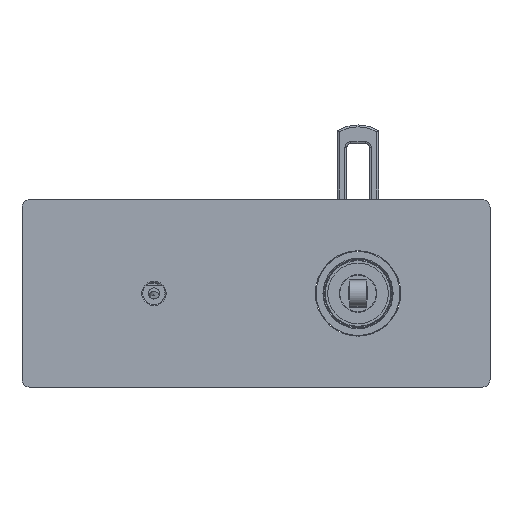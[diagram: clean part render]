
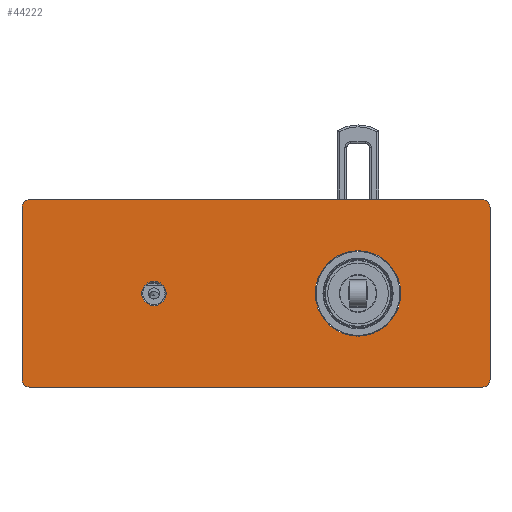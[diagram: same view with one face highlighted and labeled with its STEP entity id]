
A CAD part, front view. The second image highlights one B-rep face of the part: STEP entity #44222.
In plain terms, the highlighted planar face has unit normal (0, -1, 0).
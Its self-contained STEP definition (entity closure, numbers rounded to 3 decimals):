
#41411=CARTESIAN_POINT('',(-66.5,48.,-46.));
#41412=DIRECTION('',(0.,-1.,0.));
#41413=DIRECTION('',(-1.,0.,0.));
#41414=AXIS2_PLACEMENT_3D('',#41411,#41412,#41413);
#41416=DIRECTION('',(0.,0.,1.));
#41417=VECTOR('',#41416,92.);
#41418=CARTESIAN_POINT('',(-70.5,48.,-46.));
#41419=LINE('',#41418,#41417);
#41420=CARTESIAN_POINT('',(-66.5,48.,46.));
#41421=DIRECTION('',(0.,-1.,0.));
#41422=DIRECTION('',(0.,0.,1.));
#41423=AXIS2_PLACEMENT_3D('',#41420,#41421,#41422);
#41425=DIRECTION('',(1.,0.,0.));
#41426=VECTOR('',#41425,242.);
#41427=CARTESIAN_POINT('',(-66.5,48.,50.));
#41428=LINE('',#41427,#41426);
#41429=CARTESIAN_POINT('',(175.5,48.,46.));
#41430=DIRECTION('',(0.,-1.,0.));
#41431=DIRECTION('',(1.,0.,0.));
#41432=AXIS2_PLACEMENT_3D('',#41429,#41430,#41431);
#41434=DIRECTION('',(0.,0.,-1.));
#41435=VECTOR('',#41434,92.);
#41436=CARTESIAN_POINT('',(179.5,48.,46.));
#41437=LINE('',#41436,#41435);
#41438=CARTESIAN_POINT('',(175.5,48.,-46.));
#41439=DIRECTION('',(0.,-1.,0.));
#41440=DIRECTION('',(0.,0.,-1.));
#41441=AXIS2_PLACEMENT_3D('',#41438,#41439,#41440);
#41443=DIRECTION('',(-1.,0.,0.));
#41444=VECTOR('',#41443,242.);
#41445=CARTESIAN_POINT('',(175.5,48.,-50.));
#41446=LINE('',#41445,#41444);
#41447=CARTESIAN_POINT('',(0.,48.,0.));
#41448=DIRECTION('',(0.,-1.,0.));
#41449=DIRECTION('',(0.,0.,-1.));
#41450=AXIS2_PLACEMENT_3D('',#41447,#41448,#41449);
#41452=CARTESIAN_POINT('',(0.,48.,0.));
#41453=DIRECTION('',(0.,-1.,0.));
#41454=DIRECTION('',(0.,0.,1.));
#41455=AXIS2_PLACEMENT_3D('',#41452,#41453,#41454);
#41457=CARTESIAN_POINT('',(109.,48.,0.));
#41458=DIRECTION('',(0.,-1.,0.));
#41459=DIRECTION('',(0.,0.,-1.));
#41460=AXIS2_PLACEMENT_3D('',#41457,#41458,#41459);
#41462=CARTESIAN_POINT('',(109.,48.,0.));
#41463=DIRECTION('',(0.,-1.,0.));
#41464=DIRECTION('',(0.,0.,1.));
#41465=AXIS2_PLACEMENT_3D('',#41462,#41463,#41464);
#42951=CARTESIAN_POINT('',(0.,48.,-6.5));
#42952=CARTESIAN_POINT('',(0.,48.,6.5));
#42953=VERTEX_POINT('',#42951);
#42954=VERTEX_POINT('',#42952);
#42955=CARTESIAN_POINT('',(109.,48.,-22.8));
#42956=CARTESIAN_POINT('',(109.,48.,22.8));
#42957=VERTEX_POINT('',#42955);
#42958=VERTEX_POINT('',#42956);
#42963=CARTESIAN_POINT('',(-70.5,48.,-46.));
#42964=CARTESIAN_POINT('',(-66.5,48.,-50.));
#42965=VERTEX_POINT('',#42963);
#42966=VERTEX_POINT('',#42964);
#42971=CARTESIAN_POINT('',(-66.5,48.,50.));
#42972=CARTESIAN_POINT('',(-70.5,48.,46.));
#42973=VERTEX_POINT('',#42971);
#42974=VERTEX_POINT('',#42972);
#42979=CARTESIAN_POINT('',(179.5,48.,46.));
#42980=CARTESIAN_POINT('',(175.5,48.,50.));
#42981=VERTEX_POINT('',#42979);
#42982=VERTEX_POINT('',#42980);
#42987=CARTESIAN_POINT('',(175.5,48.,-50.));
#42988=CARTESIAN_POINT('',(179.5,48.,-46.));
#42989=VERTEX_POINT('',#42987);
#42990=VERTEX_POINT('',#42988);
#44188=CARTESIAN_POINT('',(54.5,48.,0.));
#44189=DIRECTION('',(0.,1.,0.));
#44190=DIRECTION('',(0.,0.,-1.));
#44191=AXIS2_PLACEMENT_3D('',#44188,#44189,#44190);
#44192=PLANE('',#44191);
#44193=ORIENTED_EDGE('',*,*,#44171,.F.);
#44195=ORIENTED_EDGE('',*,*,#44194,.T.);
#44197=ORIENTED_EDGE('',*,*,#44196,.F.);
#44199=ORIENTED_EDGE('',*,*,#44198,.T.);
#44201=ORIENTED_EDGE('',*,*,#44200,.F.);
#44203=ORIENTED_EDGE('',*,*,#44202,.T.);
#44205=ORIENTED_EDGE('',*,*,#44204,.F.);
#44207=ORIENTED_EDGE('',*,*,#44206,.T.);
#44208=EDGE_LOOP('',(#44193,#44195,#44197,#44199,#44201,#44203,#44205,#44207));
#44209=FACE_OUTER_BOUND('',#44208,.F.);
#44211=ORIENTED_EDGE('',*,*,#44210,.T.);
#44213=ORIENTED_EDGE('',*,*,#44212,.T.);
#44214=EDGE_LOOP('',(#44211,#44213));
#44215=FACE_BOUND('',#44214,.F.);
#44217=ORIENTED_EDGE('',*,*,#44216,.T.);
#44219=ORIENTED_EDGE('',*,*,#44218,.T.);
#44220=EDGE_LOOP('',(#44217,#44219));
#44221=FACE_BOUND('',#44220,.F.);
#44222=ADVANCED_FACE('',(#44209,#44215,#44221),#44192,.F.);
#41415=CIRCLE('',#41414,4.);
#41424=CIRCLE('',#41423,4.);
#41433=CIRCLE('',#41432,4.);
#41442=CIRCLE('',#41441,4.);
#41451=CIRCLE('',#41450,6.5);
#41456=CIRCLE('',#41455,6.5);
#41461=CIRCLE('',#41460,22.8);
#41466=CIRCLE('',#41465,22.8);
#44171=EDGE_CURVE('',#42965,#42966,#41415,.T.);
#44194=EDGE_CURVE('',#42965,#42974,#41419,.T.);
#44196=EDGE_CURVE('',#42973,#42974,#41424,.T.);
#44198=EDGE_CURVE('',#42973,#42982,#41428,.T.);
#44200=EDGE_CURVE('',#42981,#42982,#41433,.T.);
#44202=EDGE_CURVE('',#42981,#42990,#41437,.T.);
#44204=EDGE_CURVE('',#42989,#42990,#41442,.T.);
#44206=EDGE_CURVE('',#42989,#42966,#41446,.T.);
#44210=EDGE_CURVE('',#42953,#42954,#41451,.T.);
#44212=EDGE_CURVE('',#42954,#42953,#41456,.T.);
#44216=EDGE_CURVE('',#42957,#42958,#41461,.T.);
#44218=EDGE_CURVE('',#42958,#42957,#41466,.T.);
